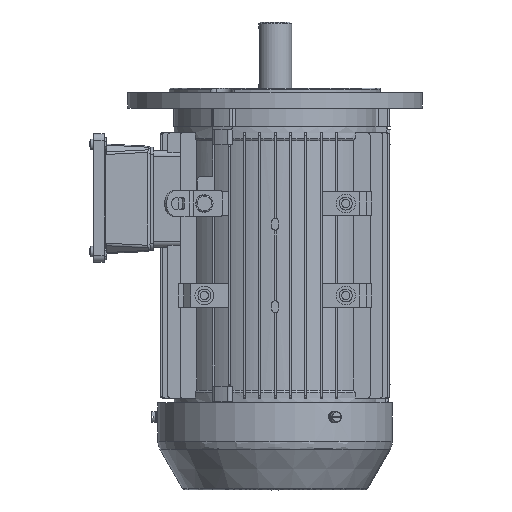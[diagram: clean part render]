
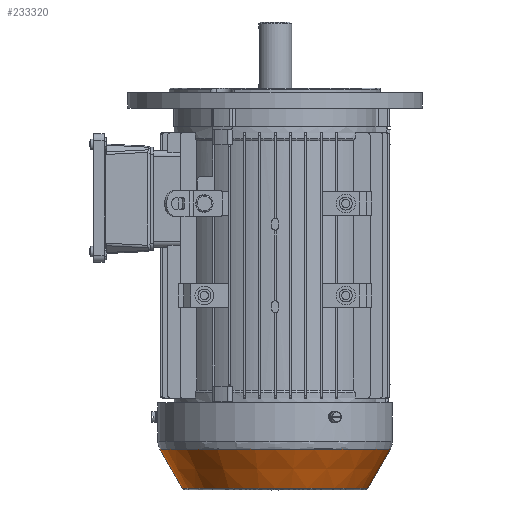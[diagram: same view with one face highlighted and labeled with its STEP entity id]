
A CAD part, left-side view. The second image highlights one B-rep face of the part: STEP entity #233320.
In plain terms, the highlighted conical face has half-angle 30 degrees and reference radius 97.758 mm.
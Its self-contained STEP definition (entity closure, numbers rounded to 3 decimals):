
#2345 = CARTESIAN_POINT ( 'NONE',  ( -87.726, -15.22, -196.75 ) ) ;
#6291 = DIRECTION ( 'NONE',  ( 0., 1., 0. ) ) ;
#6362 = CARTESIAN_POINT ( 'NONE',  ( -9.128, -15.22, -196.75 ) ) ;
#6691 = AXIS2_PLACEMENT_3D ( 'NONE', #168835, #190757, #191960 ) ;
#8427 = CIRCLE ( 'NONE', #6691, 78.598 ) ;
#18757 = AXIS2_PLACEMENT_3D ( 'NONE', #6362, #227870, #335622 ) ;
#34938 = CARTESIAN_POINT ( 'NONE',  ( -9.128, 82.539, -163.563 ) ) ;
#40075 = CARTESIAN_POINT ( 'NONE',  ( -9.128, -93.818, -196.75 ) ) ;
#58964 = DIRECTION ( 'NONE',  ( 0., -0.5, 0.866 ) ) ;
#60185 = LINE ( 'NONE', #358097, #168609 ) ;
#63153 = DIRECTION ( 'NONE',  ( 0., 0., 1. ) ) ;
#68504 = EDGE_CURVE ( 'NONE', #334460, #190659, #269078, .T. ) ;
#76176 = ORIENTED_EDGE ( 'NONE', *, *, #68504, .T. ) ;
#85401 = VECTOR ( 'NONE', #229813, 1000. ) ;
#89015 = CIRCLE ( 'NONE', #18757, 78.598 ) ;
#108930 = EDGE_CURVE ( 'NONE', #233688, #334460, #60185, .T. ) ;
#113612 = CARTESIAN_POINT ( 'NONE',  ( -9.128, 63.378, -196.75 ) ) ;
#118869 = CARTESIAN_POINT ( 'NONE',  ( -9.128, -15.22, -163.563 ) ) ;
#130853 = DIRECTION ( 'NONE',  ( -1., 0., 0. ) ) ;
#134398 = CARTESIAN_POINT ( 'NONE',  ( -9.128, 82.539, -163.563 ) ) ;
#141226 = AXIS2_PLACEMENT_3D ( 'NONE', #270015, #296690, #130853 ) ;
#142213 = AXIS2_PLACEMENT_3D ( 'NONE', #118869, #63153, #6291 ) ;
#151297 = ORIENTED_EDGE ( 'NONE', *, *, #222081, .T. ) ;
#168609 = VECTOR ( 'NONE', #58964, 1000. ) ;
#168835 = CARTESIAN_POINT ( 'NONE',  ( -9.128, -15.22, -196.75 ) ) ;
#185018 = ORIENTED_EDGE ( 'NONE', *, *, #304273, .F. ) ;
#190659 = VERTEX_POINT ( 'NONE', #134398 ) ;
#190757 = DIRECTION ( 'NONE',  ( 0., 0., 1. ) ) ;
#191960 = DIRECTION ( 'NONE',  ( -1., 0., 0. ) ) ;
#222081 = EDGE_CURVE ( 'NONE', #286309, #329992, #8427, .T. ) ;
#224713 = ORIENTED_EDGE ( 'NONE', *, *, #108930, .T. ) ;
#227870 = DIRECTION ( 'NONE',  ( 0., 0., 1. ) ) ;
#229813 = DIRECTION ( 'NONE',  ( 0., 0.5, 0.866 ) ) ;
#233320 = ADVANCED_FACE ( 'NONE', ( #296089 ), #283190, .T. ) ;
#233688 = VERTEX_POINT ( 'NONE', #40075 ) ;
#269078 = CIRCLE ( 'NONE', #141226, 97.758 ) ;
#270015 = CARTESIAN_POINT ( 'NONE',  ( -9.128, -15.22, -163.563 ) ) ;
#279065 = EDGE_LOOP ( 'NONE', ( #151297, #356425, #224713, #76176, #185018 ) ) ;
#283190 = CONICAL_SURFACE ( 'NONE', #142213, 97.758, 0.524 ) ;
#286309 = VERTEX_POINT ( 'NONE', #113612 ) ;
#296089 = FACE_OUTER_BOUND ( 'NONE', #279065, .T. ) ;
#296690 = DIRECTION ( 'NONE',  ( 0., 0., -1. ) ) ;
#304273 = EDGE_CURVE ( 'NONE', #286309, #190659, #328130, .T. ) ;
#328130 = LINE ( 'NONE', #34938, #85401 ) ;
#328550 = CARTESIAN_POINT ( 'NONE',  ( -9.128, -112.978, -163.563 ) ) ;
#329992 = VERTEX_POINT ( 'NONE', #2345 ) ;
#334460 = VERTEX_POINT ( 'NONE', #328550 ) ;
#335622 = DIRECTION ( 'NONE',  ( -1., 0., 0. ) ) ;
#345035 = EDGE_CURVE ( 'NONE', #329992, #233688, #89015, .T. ) ;
#356425 = ORIENTED_EDGE ( 'NONE', *, *, #345035, .T. ) ;
#358097 = CARTESIAN_POINT ( 'NONE',  ( -9.128, -112.978, -163.563 ) ) ;
